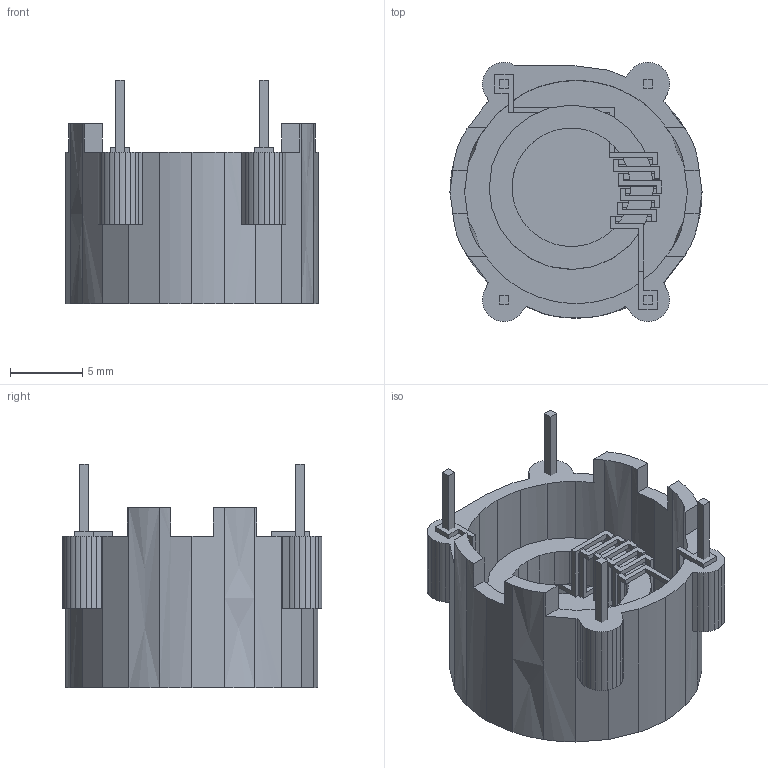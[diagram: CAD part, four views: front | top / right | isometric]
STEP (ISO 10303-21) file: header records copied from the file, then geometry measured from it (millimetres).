
FILE_DESCRIPTION(('FreeCAD Model'),'2;1');
FILE_NAME('X21Hr.stp', '2014-07-08T13:05:09',('FreeCAD'),('FreeCAD'), 'Open CASCADE STEP processor 6.3','FreeCAD','Unknown');
FILE_SCHEMA(('AUTOMOTIVE_DESIGN_CC2 { 1 2 10303 214 -1 1 5 4 }'));
Length unit declared in the file: millimetre
Products named in the file (6): X21Hr003; X21Hr; X21Hr005; X21Hr001; X21Hr004; X21Hr002
Bounding box: 17.5 x 18 x 15.5 mm (x, y, z)
Volume: 994.5 mm3; surface area: 2176.8 mm2
Topology: 6 solids, 6 shells, 642 faces, 1870 edges, 1247 vertices
Faces by surface type: plane 553, cylinder 76, cone 13
Entity records: 48795 total; most frequent: CARTESIAN_POINT 11957, DIRECTION 6619, LINE 4776, VECTOR 4776, ORIENTED_EDGE 3740, PCURVE 3740, DEFINITIONAL_REPRESENTATION 3740, EDGE_CURVE 1870
